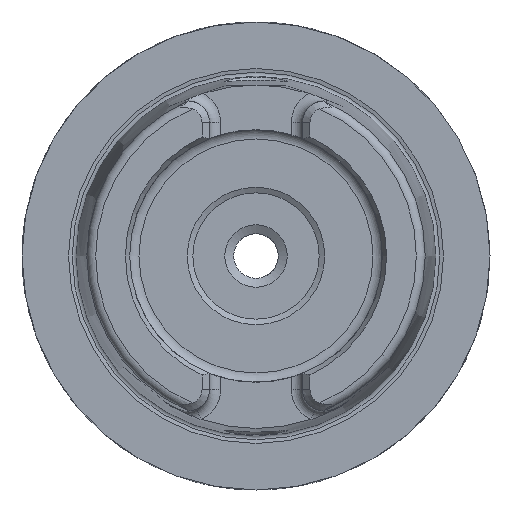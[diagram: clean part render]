
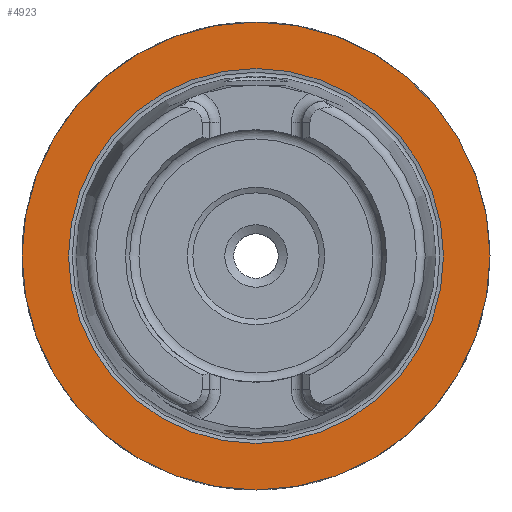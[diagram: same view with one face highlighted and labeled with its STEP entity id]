
A CAD part, left-side view. The second image highlights one B-rep face of the part: STEP entity #4923.
In plain terms, the highlighted planar face has unit normal (-1, 0, 0).
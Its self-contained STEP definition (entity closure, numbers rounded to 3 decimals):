
#967=CARTESIAN_POINT('',(0.,31.5,0.0));
#968=VERTEX_POINT('',#967);
#969=CARTESIAN_POINT('',(0.0,0.0,0.0));
#970=DIRECTION('',(1.0,0.0,0.0));
#971=DIRECTION('',(0.0,1.0,0.0));
#972=AXIS2_PLACEMENT_3D('',#969,#970,#971);
#973=CIRCLE('',#972,31.5);
#974=EDGE_CURVE('',#968,#968,#973,.T.);
#4865=CARTESIAN_POINT('',(0.,25.238,0.0));
#4866=VERTEX_POINT('',#4865);
#4867=CARTESIAN_POINT('',(0.,0.0,0.0));
#4868=DIRECTION('',(1.0,0.0,0.0));
#4869=DIRECTION('',(0.0,1.0,0.0));
#4870=AXIS2_PLACEMENT_3D('',#4867,#4868,#4869);
#4871=CIRCLE('',#4870,25.238);
#4872=EDGE_CURVE('',#4866,#4866,#4871,.T.);
#4912=CARTESIAN_POINT('',(0.,27.91,0.0));
#4913=DIRECTION('',(-1.0,0.0,0.0));
#4914=DIRECTION('',(0.0,0.0,1.0));
#4915=AXIS2_PLACEMENT_3D('',#4912,#4913,#4914);
#4916=PLANE('',#4915);
#4917=ORIENTED_EDGE('',*,*,#974,.F.);
#4918=EDGE_LOOP('',(#4917));
#4919=FACE_OUTER_BOUND('',#4918,.T.);
#4920=ORIENTED_EDGE('',*,*,#4872,.T.);
#4921=EDGE_LOOP('',(#4920));
#4922=FACE_BOUND('',#4921,.T.);
#4923=ADVANCED_FACE('',(#4919,#4922),#4916,.T.);
